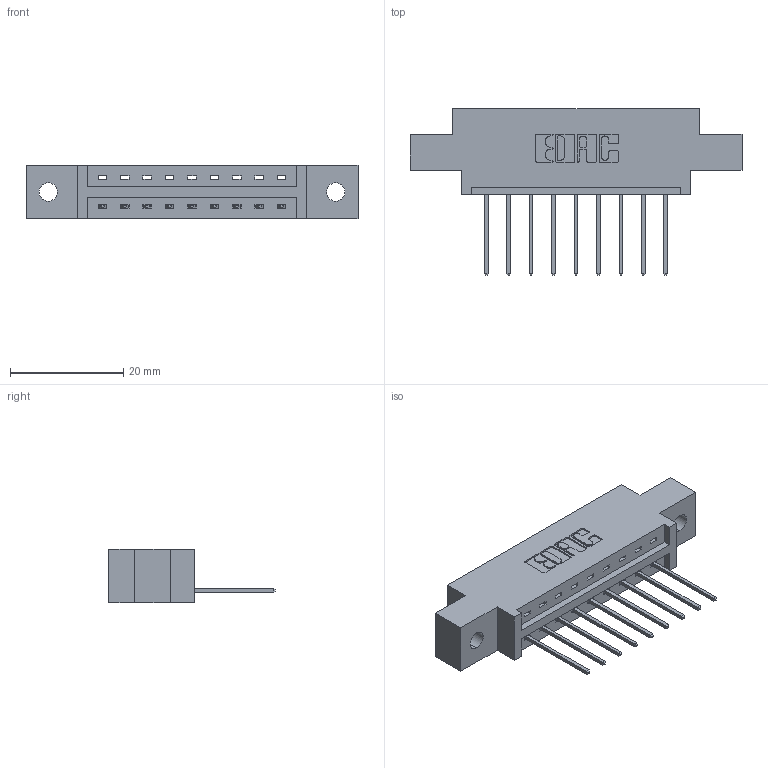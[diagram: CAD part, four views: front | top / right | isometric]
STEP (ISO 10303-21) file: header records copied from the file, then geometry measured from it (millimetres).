
FILE_DESCRIPTION (( 'STEP AP203' ), '1' );
FILE_NAME ('387-009-540-602.STEP', '2019-10-02T05:13:30', ( '' ), ( '' ), 'SwSTEP 2.0', 'SolidWorks 2016', '' );
FILE_SCHEMA (( 'CONFIG_CONTROL_DESIGN' ));
Length unit declared in the file: inch
Products named in the file (3): 337 Part_0.170 Offset - 0.128 Dia; 387-009-540-602; 345-292-001_345-293-140
Assembly tree (10 placements, depth 2):
  387-009-540-602
    337 Part_0.170 Offset - 0.128 Dia
    345-292-001_345-293-140  x9
Bounding box: 58.67 x 29.47 x 9.4 mm (x, y, z)
Volume: 5543.2 mm3; surface area: 5462 mm2
Topology: 10 solids, 10 shells, 676 faces, 2015 edges, 1330 vertices
Faces by surface type: plane 488, cylinder 188
Entity records: 11111 total; most frequent: CARTESIAN_POINT 1941, ORIENTED_EDGE 1886, DIRECTION 1701, EDGE_CURVE 943, VECTOR 815, LINE 815, VERTEX_POINT 626, AXIS2_PLACEMENT_3D 443
